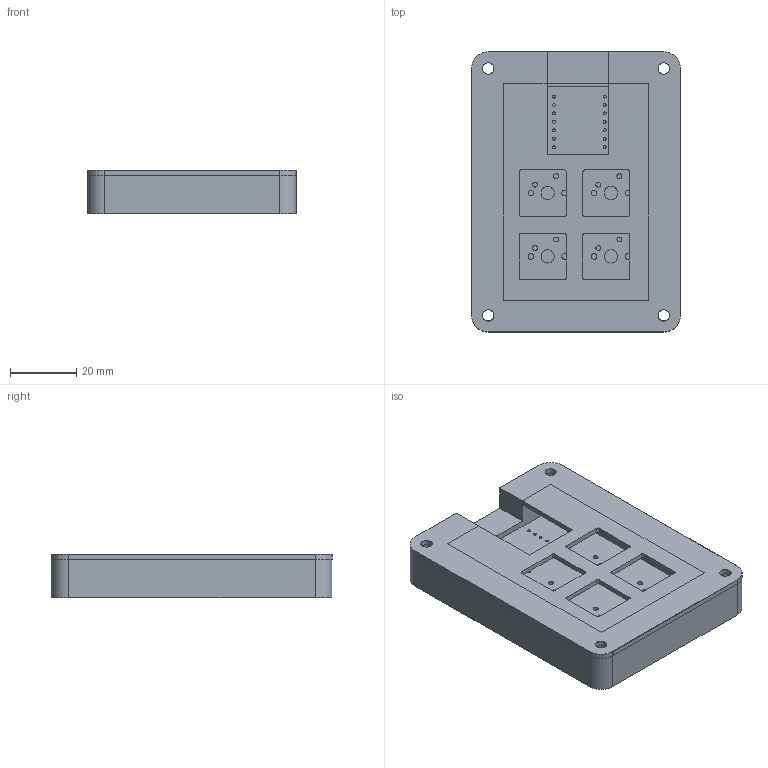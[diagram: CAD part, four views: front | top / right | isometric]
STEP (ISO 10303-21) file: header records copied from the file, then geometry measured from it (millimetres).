
FILE_DESCRIPTION(/* description */ (''),/* implementation_level */ '2;1');
FILE_NAME(/* name */ 'Assembled Case.step',/* time_stamp */ '2025-12-23T19:56:56+05:30',/* author */ (''),/* organization */ (''),/* preprocessor_version */ 'ST-DEVELOPER v20.1',/* originating_system */ 'Autodesk Translation Framework v14.21.0.0',/* authorisation */ '');
FILE_SCHEMA (('AUTOMOTIVE_DESIGN { 1 0 10303 214 3 1 1 }'));
Length unit declared in the file: millimetre
Products named in the file (6): 2025-12-23-19-49-46-679; 2025-12-23-16-55-02-557; 2025-12-23-16-56-45-658; hackCLUB 1; hackCLUB_PCB; 2025-12-23-17-52-57-680
Assembly tree (5 placements, depth 3):
  2025-12-23-19-49-46-679
    2025-12-23-16-55-02-557
      2025-12-23-16-56-45-658
    hackCLUB 1
      hackCLUB_PCB
    2025-12-23-17-52-57-680
Bounding box: 62.86 x 84.36 x 13 mm (x, y, z)
Volume: 47793.3 mm3; surface area: 31534.1 mm2
Topology: 3 solids, 3 shells, 456 faces, 1266 edges, 844 vertices
Faces by surface type: plane 194, bspline 192, cylinder 70
Full cylindrical faces by diameter (mm): 0.889 x14, 1.5 x8, 1.7 x8, 3.4 x8, 4 x4, 6 x4
Entity records: 16678 total; most frequent: CARTESIAN_POINT 5841, ORIENTED_EDGE 2532, DIRECTION 1572, EDGE_CURVE 1266, VERTEX_POINT 844, LINE 742, VECTOR 742, EDGE_LOOP 576
